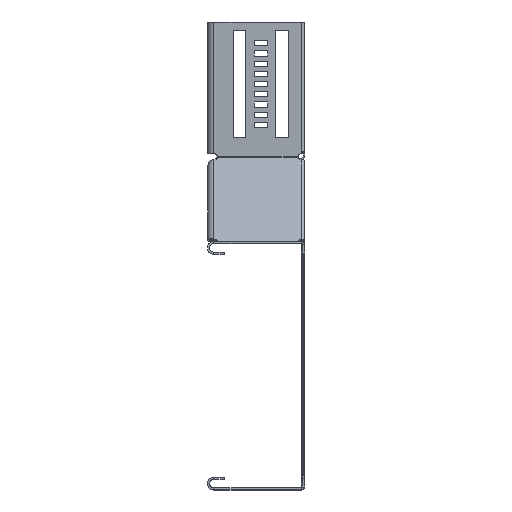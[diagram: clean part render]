
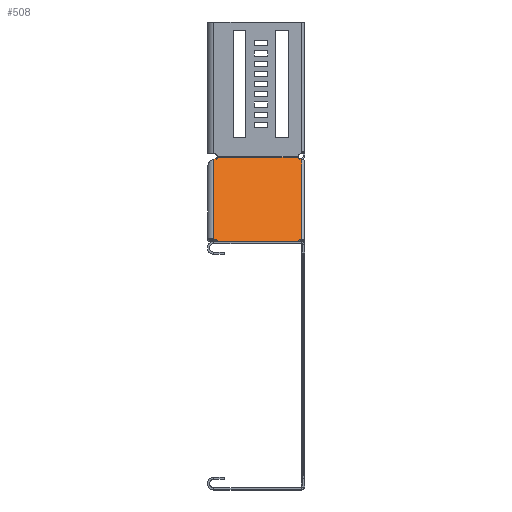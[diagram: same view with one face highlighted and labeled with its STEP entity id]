
A CAD part, left-side view. The second image highlights one B-rep face of the part: STEP entity #508.
In plain terms, the highlighted face is planar.
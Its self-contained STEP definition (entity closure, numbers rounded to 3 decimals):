
#164 = VECTOR ( 'NONE', #7507, 1000. ) ;
#355 = DIRECTION ( 'NONE',  ( -1., 0., 0. ) ) ;
#433 = CIRCLE ( 'NONE', #5332, 2. ) ;
#461 = DIRECTION ( 'NONE',  ( 0., 0.866, -0.5 ) ) ;
#508 = ADVANCED_FACE ( 'NONE', ( #10189 ), #12625, .F. ) ;
#600 = VERTEX_POINT ( 'NONE', #10753 ) ;
#639 = ORIENTED_EDGE ( 'NONE', *, *, #5308, .T. ) ;
#644 = CARTESIAN_POINT ( 'NONE',  ( -15., 51.284, -79.72 ) ) ;
#732 = CARTESIAN_POINT ( 'NONE',  ( -15., 53.25, -114.725 ) ) ;
#1371 = CIRCLE ( 'NONE', #10372, 2. ) ;
#1876 = VECTOR ( 'NONE', #12078, 1000. ) ;
#1890 = DIRECTION ( 'NONE',  ( 0., 0.866, 0.5 ) ) ;
#2458 = VERTEX_POINT ( 'NONE', #5413 ) ;
#2565 = CARTESIAN_POINT ( 'NONE',  ( -15., 1.75, -150.101 ) ) ;
#2854 = ORIENTED_EDGE ( 'NONE', *, *, #7745, .F. ) ;
#3154 = LINE ( 'NONE', #732, #5536 ) ;
#3180 = VERTEX_POINT ( 'NONE', #6510 ) ;
#3474 = EDGE_CURVE ( 'NONE', #6211, #3180, #6995, .T. ) ;
#3720 = EDGE_CURVE ( 'NONE', #8431, #14328, #7039, .T. ) ;
#3878 = CARTESIAN_POINT ( 'NONE',  ( -15., 1.75, -79.35 ) ) ;
#4151 = DIRECTION ( 'NONE',  ( 1., 0., 0. ) ) ;
#4169 = CARTESIAN_POINT ( 'NONE',  ( -15., 53.25, -81.659 ) ) ;
#5109 = CARTESIAN_POINT ( 'NONE',  ( -15., 0., -149.731 ) ) ;
#5280 = DIRECTION ( 'NONE',  ( 0., 0., 1. ) ) ;
#5308 = EDGE_CURVE ( 'NONE', #12319, #2458, #12351, .T. ) ;
#5332 = AXIS2_PLACEMENT_3D ( 'NONE', #3878, #13816, #7359 ) ;
#5352 = CARTESIAN_POINT ( 'NONE',  ( -15., 53.25, -150.101 ) ) ;
#5413 = CARTESIAN_POINT ( 'NONE',  ( -15., 1.75, -81.35 ) ) ;
#5517 = AXIS2_PLACEMENT_3D ( 'NONE', #2565, #7408, #7484 ) ;
#5536 = VECTOR ( 'NONE', #5280, 1000. ) ;
#6021 = VECTOR ( 'NONE', #1890, 1000. ) ;
#6211 = VERTEX_POINT ( 'NONE', #8756 ) ;
#6492 = CARTESIAN_POINT ( 'NONE',  ( -15., 0., -114.725 ) ) ;
#6510 = CARTESIAN_POINT ( 'NONE',  ( -15., 51.284, -149.731 ) ) ;
#6995 = LINE ( 'NONE', #5109, #1876 ) ;
#7039 = LINE ( 'NONE', #8085, #15289 ) ;
#7341 = EDGE_CURVE ( 'NONE', #12319, #6211, #12495, .T. ) ;
#7359 = DIRECTION ( 'NONE',  ( 0., -1., 0. ) ) ;
#7408 = DIRECTION ( 'NONE',  ( -1., 0., 0. ) ) ;
#7484 = DIRECTION ( 'NONE',  ( 0., -1., 0. ) ) ;
#7507 = DIRECTION ( 'NONE',  ( 0., 0., 1. ) ) ;
#7660 = DIRECTION ( 'NONE',  ( 1., 0., 0. ) ) ;
#7745 = EDGE_CURVE ( 'NONE', #12101, #600, #8029, .T. ) ;
#8029 = LINE ( 'NONE', #12957, #6021 ) ;
#8085 = CARTESIAN_POINT ( 'NONE',  ( -15., 0., -79.72 ) ) ;
#8413 = AXIS2_PLACEMENT_3D ( 'NONE', #12574, #7660, #12881 ) ;
#8431 = VERTEX_POINT ( 'NONE', #14572 ) ;
#8715 = ORIENTED_EDGE ( 'NONE', *, *, #9528, .T. ) ;
#8756 = CARTESIAN_POINT ( 'NONE',  ( -15., 3.716, -149.731 ) ) ;
#9528 = EDGE_CURVE ( 'NONE', #14954, #13473, #15464, .T. ) ;
#9542 = ORIENTED_EDGE ( 'NONE', *, *, #14173, .T. ) ;
#10084 = ORIENTED_EDGE ( 'NONE', *, *, #12414, .F. ) ;
#10179 = DIRECTION ( 'NONE',  ( 0., 1., 0. ) ) ;
#10189 = FACE_OUTER_BOUND ( 'NONE', #11985, .T. ) ;
#10209 = CARTESIAN_POINT ( 'NONE',  ( -15., 52.25, -148.368 ) ) ;
#10365 = AXIS2_PLACEMENT_3D ( 'NONE', #6492, #4151, #15129 ) ;
#10372 = AXIS2_PLACEMENT_3D ( 'NONE', #5352, #355, #10179 ) ;
#10562 = DIRECTION ( 'NONE',  ( 0., 1., 0. ) ) ;
#10753 = CARTESIAN_POINT ( 'NONE',  ( -15., 53.25, -147.791 ) ) ;
#10764 = EDGE_CURVE ( 'NONE', #3180, #12101, #1371, .T. ) ;
#11046 = ORIENTED_EDGE ( 'NONE', *, *, #10764, .F. ) ;
#11221 = CARTESIAN_POINT ( 'NONE',  ( -15., 1.75, -114.725 ) ) ;
#11439 = VECTOR ( 'NONE', #461, 1000. ) ;
#11533 = ORIENTED_EDGE ( 'NONE', *, *, #7341, .F. ) ;
#11840 = CARTESIAN_POINT ( 'NONE',  ( -15., 52.25, -81.082 ) ) ;
#11985 = EDGE_LOOP ( 'NONE', ( #11046, #15458, #11533, #639, #9542, #14920, #15967, #8715, #10084, #2854 ) ) ;
#12078 = DIRECTION ( 'NONE',  ( 0., 1., 0. ) ) ;
#12101 = VERTEX_POINT ( 'NONE', #10209 ) ;
#12317 = CARTESIAN_POINT ( 'NONE',  ( -15., 1.75, -148.101 ) ) ;
#12319 = VERTEX_POINT ( 'NONE', #12317 ) ;
#12351 = LINE ( 'NONE', #11221, #164 ) ;
#12414 = EDGE_CURVE ( 'NONE', #600, #13473, #3154, .T. ) ;
#12495 = CIRCLE ( 'NONE', #5517, 2. ) ;
#12574 = CARTESIAN_POINT ( 'NONE',  ( -15., 53.25, -79.35 ) ) ;
#12625 = PLANE ( 'NONE',  #10365 ) ;
#12881 = DIRECTION ( 'NONE',  ( 0., 1., 0. ) ) ;
#12957 = CARTESIAN_POINT ( 'NONE',  ( -15., 52.25, -148.368 ) ) ;
#13394 = EDGE_CURVE ( 'NONE', #14328, #14954, #14324, .T. ) ;
#13473 = VERTEX_POINT ( 'NONE', #4169 ) ;
#13816 = DIRECTION ( 'NONE',  ( 1., 0., 0. ) ) ;
#14173 = EDGE_CURVE ( 'NONE', #2458, #8431, #433, .T. ) ;
#14324 = CIRCLE ( 'NONE', #8413, 2. ) ;
#14328 = VERTEX_POINT ( 'NONE', #644 ) ;
#14572 = CARTESIAN_POINT ( 'NONE',  ( -15., 3.716, -79.72 ) ) ;
#14920 = ORIENTED_EDGE ( 'NONE', *, *, #3720, .T. ) ;
#14954 = VERTEX_POINT ( 'NONE', #14972 ) ;
#14972 = CARTESIAN_POINT ( 'NONE',  ( -15., 52.25, -81.082 ) ) ;
#15129 = DIRECTION ( 'NONE',  ( 0., 1., 0. ) ) ;
#15289 = VECTOR ( 'NONE', #10562, 1000. ) ;
#15458 = ORIENTED_EDGE ( 'NONE', *, *, #3474, .F. ) ;
#15464 = LINE ( 'NONE', #11840, #11439 ) ;
#15967 = ORIENTED_EDGE ( 'NONE', *, *, #13394, .T. ) ;
